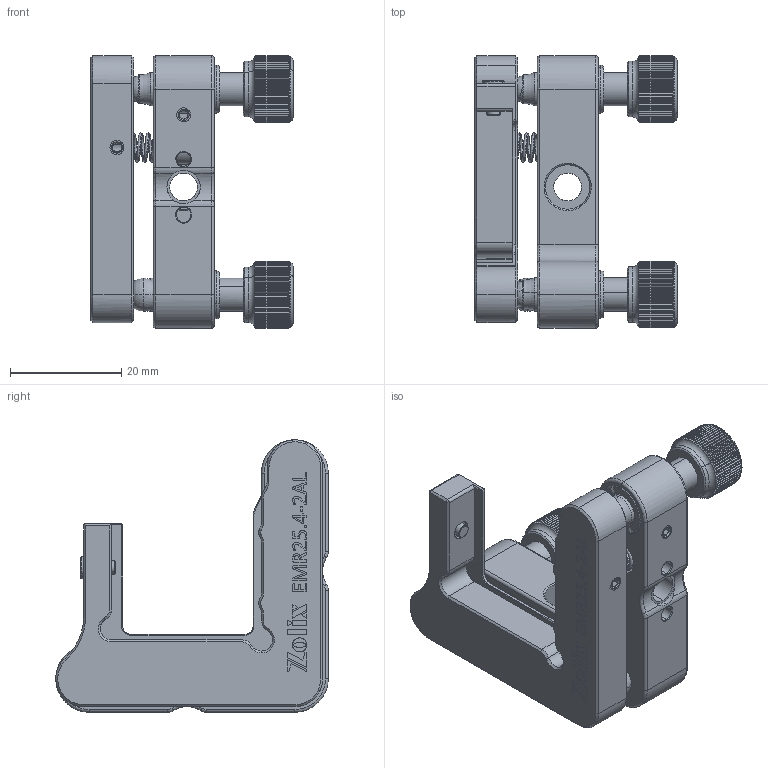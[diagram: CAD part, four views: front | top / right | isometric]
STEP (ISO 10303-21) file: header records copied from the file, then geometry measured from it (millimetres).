
FILE_DESCRIPTION (( 'STEP AP203' ), '1' );
FILE_NAME ('EMR25.4-2AL.STEP', '2025-06-23T02:19:07', ( '' ), ( '' ), 'SwSTEP 2.0', 'SolidWorks 2020', '' );
FILE_SCHEMA (( 'CONFIG_CONTROL_DESIGN' ));
Length unit declared in the file: millimetre
Products named in the file (1): EMR25.4-2AL
Bounding box: 36.41 x 49 x 49 mm (x, y, z)
Surface area: 12819 mm2 (no closed solid volume)
Topology: 0 solids, 22 shells, 978 faces, 2868 edges, 1933 vertices
Faces by surface type: plane 475, cylinder 293, cone 146, torus 40, sphere 12, bspline 12
Entity records: 44070 total; most frequent: CARTESIAN_POINT 23333, ORIENTED_EDGE 5577, EDGE_CURVE 2844, B_SPLINE_CURVE_WITH_KNOTS 2592, DIRECTION 2190, VERTEX_POINT 1933, EDGE_LOOP 1050, AXIS2_PLACEMENT_3D 979
